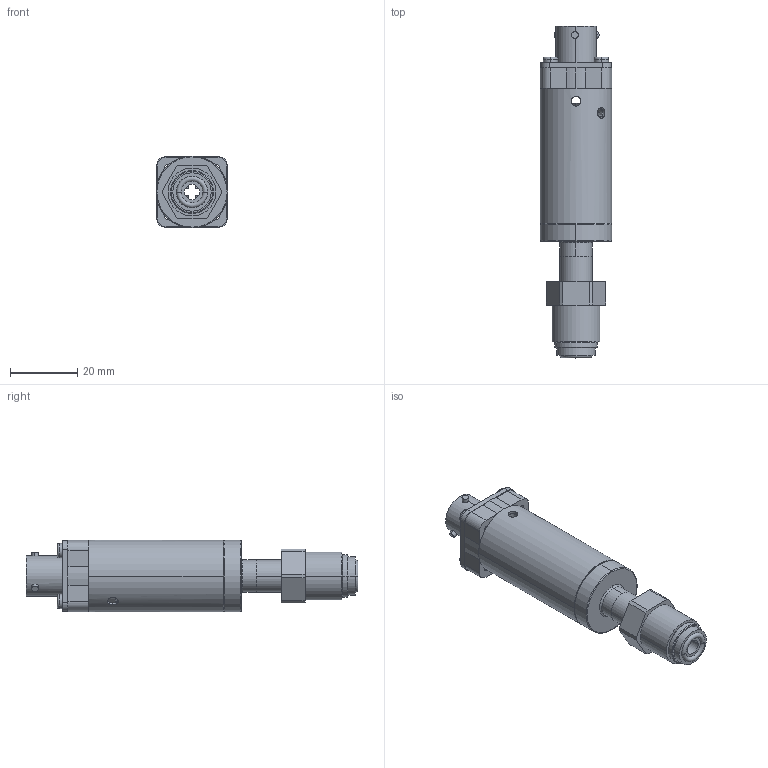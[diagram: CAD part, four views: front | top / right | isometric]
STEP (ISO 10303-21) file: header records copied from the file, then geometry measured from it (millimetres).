
FILE_DESCRIPTION (( 'STEP AP203' ), '1' );
FILE_NAME ('GFD-B-SM.STEP', '2018-02-09T20:21:19', ( 'mrutkowski' ), ( 'Hewlett-Packard Company' ), 'SwSTEP 2.0', 'SolidWorks 2017', '' );
FILE_SCHEMA (( 'CONFIG_CONTROL_DESIGN' ));
Length unit declared in the file: inch
Products named in the file (1): GFD-B-SM
Bounding box: 21.34 x 98.55 x 21.34 mm (x, y, z)
Surface area: 11212.8 mm2 (no closed solid volume)
Topology: 0 solids, 19 shells, 218 faces, 665 edges, 472 vertices
Faces by surface type: plane 97, cylinder 92, torus 10, bspline 10, cone 9
Entity records: 8875 total; most frequent: CARTESIAN_POINT 2847, DIRECTION 1265, ORIENTED_EDGE 1095, EDGE_CURVE 665, VERTEX_POINT 472, AXIS2_PLACEMENT_3D 448, VECTOR 369, LINE 369
